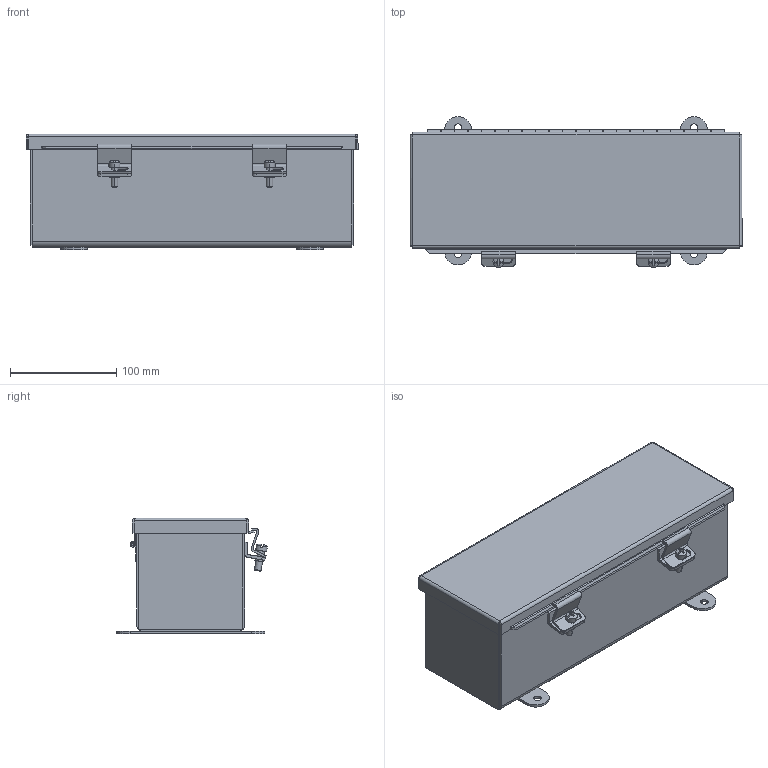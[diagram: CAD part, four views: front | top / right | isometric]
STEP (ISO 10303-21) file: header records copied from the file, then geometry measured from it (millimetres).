
FILE_DESCRIPTION (( 'STEP AP214' ), '1' );
FILE_NAME ('T4412CH.STEP', '2021-11-10T19:59:14', ( '' ), ( '' ), 'SwSTEP 2.0', 'SolidWorks 2021', '' );
FILE_SCHEMA (( 'AUTOMOTIVE_DESIGN' ));
Length unit declared in the file: inch
Products named in the file (1): T4412CH
Bounding box: 312.74 x 142.11 x 109.04 mm (x, y, z)
Volume: 347954.3 mm3; surface area: 386267 mm2
Topology: 15 solids, 15 shells, 420 faces, 1124 edges, 738 vertices
Faces by surface type: plane 234, cylinder 168, bspline 14, cone 4
Entity records: 19445 total; most frequent: CARTESIAN_POINT 2964, ORIENTED_EDGE 2248, DIRECTION 2238, EDGE_CURVE 1124, LINE 748, VECTOR 748, AXIS2_PLACEMENT_3D 745, VERTEX_POINT 738
